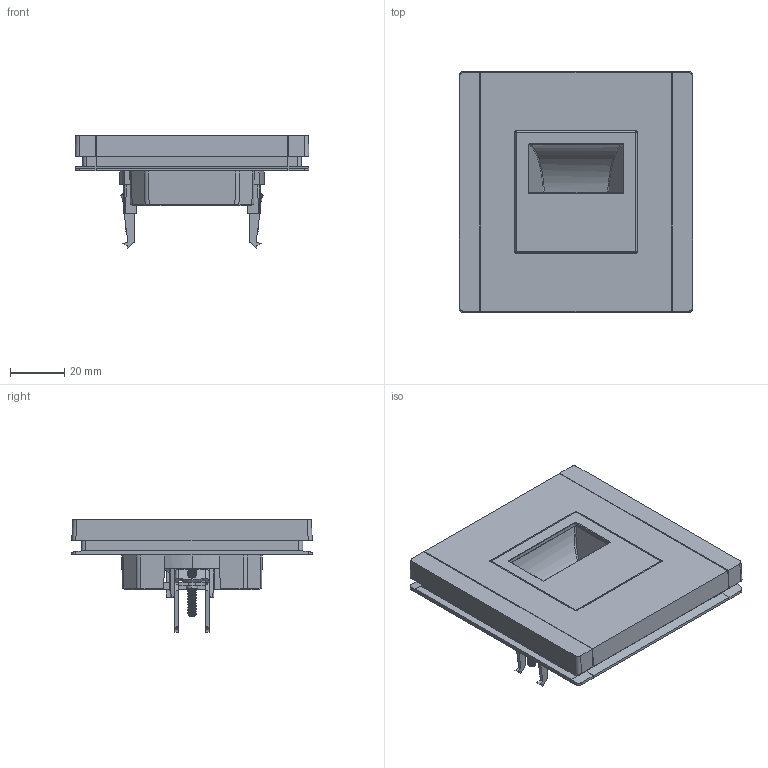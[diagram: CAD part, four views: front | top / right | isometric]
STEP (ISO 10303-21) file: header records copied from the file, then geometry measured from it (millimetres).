
FILE_DESCRIPTION (( 'STEP AP214' ), '1' );
FILE_NAME ('Ïîäñâåòêà.STEP', '2025-03-13T08:07:16', ( '' ), ( '' ), 'SwSTEP 2.0', 'SolidWorks 2022', '' );
FILE_SCHEMA (( 'AUTOMOTIVE_DESIGN' ));
Length unit declared in the file: millimetre
Products named in the file (1): Подсветка
Bounding box: 86.46 x 89 x 41.56 mm (x, y, z)
Volume: 108367 mm3; surface area: 45163.3 mm2
Topology: 1 solids, 43 shells, 1898 faces, 5338 edges, 3514 vertices
Faces by surface type: plane 1239, cylinder 561, bspline 64, cone 18, torus 12, sphere 4
Entity records: 95600 total; most frequent: CARTESIAN_POINT 48966, ORIENTED_EDGE 10676, DIRECTION 8400, EDGE_CURVE 5338, VECTOR 3752, LINE 3752, VERTEX_POINT 3514, AXIS2_PLACEMENT_3D 2324
